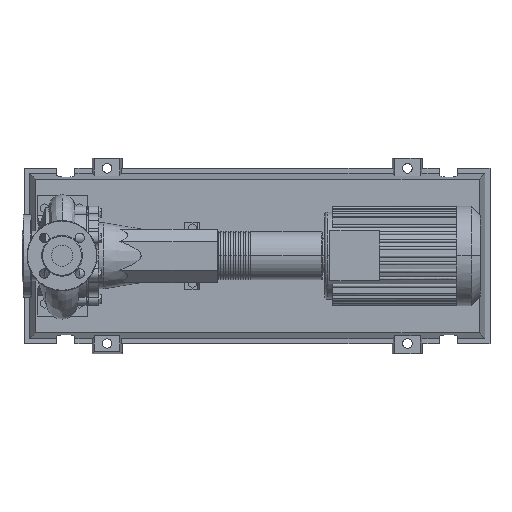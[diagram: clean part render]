
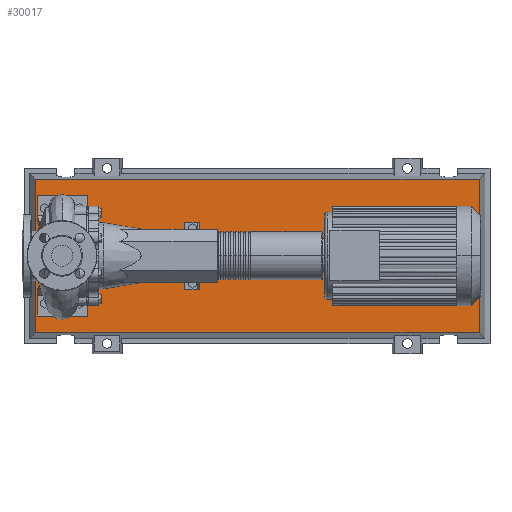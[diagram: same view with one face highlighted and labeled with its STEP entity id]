
A CAD part, top view. The second image highlights one B-rep face of the part: STEP entity #30017.
In plain terms, the highlighted planar face has unit normal (0, 0, 1).
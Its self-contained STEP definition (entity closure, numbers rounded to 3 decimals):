
#29698=CARTESIAN_POINT('',(833.292,-153.292,83.0));
#29699=VERTEX_POINT('',#29698);
#29706=CARTESIAN_POINT('',(-53.292,-153.292,83.0));
#29707=VERTEX_POINT('',#29706);
#29708=CARTESIAN_POINT('',(833.292,-153.292,83.0));
#29709=DIRECTION('',(-1.0,0.0,0.0));
#29710=VECTOR('',#29709,886.584);
#29711=LINE('',#29708,#29710);
#29712=EDGE_CURVE('',#29699,#29707,#29711,.T.);
#29930=CARTESIAN_POINT('',(833.292,153.292,83.0));
#29931=VERTEX_POINT('',#29930);
#29932=CARTESIAN_POINT('',(833.292,153.292,83.0));
#29933=DIRECTION('',(0.0,-1.0,0.0));
#29934=VECTOR('',#29933,306.584);
#29935=LINE('',#29932,#29934);
#29936=EDGE_CURVE('',#29931,#29699,#29935,.T.);
#29954=CARTESIAN_POINT('',(-53.292,153.292,83.0));
#29955=VERTEX_POINT('',#29954);
#29956=CARTESIAN_POINT('',(-53.292,-153.292,83.0));
#29957=DIRECTION('',(0.0,1.0,0.0));
#29958=VECTOR('',#29957,306.584);
#29959=LINE('',#29956,#29958);
#29960=EDGE_CURVE('',#29707,#29955,#29959,.T.);
#29993=CARTESIAN_POINT('',(-53.292,153.292,83.0));
#29994=DIRECTION('',(1.0,0.0,0.0));
#29995=VECTOR('',#29994,886.584);
#29996=LINE('',#29993,#29995);
#29997=EDGE_CURVE('',#29955,#29931,#29996,.T.);
#30006=CARTESIAN_POINT('',(390.,0.,83.0));
#30007=DIRECTION('',(0.0,0.0,1.0));
#30008=DIRECTION('',(1.0,0.0,0.0));
#30009=AXIS2_PLACEMENT_3D('',#30006,#30007,#30008);
#30010=PLANE('',#30009);
#30011=ORIENTED_EDGE('',*,*,#29936,.F.);
#30012=ORIENTED_EDGE('',*,*,#29997,.F.);
#30013=ORIENTED_EDGE('',*,*,#29960,.F.);
#30014=ORIENTED_EDGE('',*,*,#29712,.F.);
#30015=EDGE_LOOP('',(#30011,#30012,#30013,#30014));
#30016=FACE_OUTER_BOUND('',#30015,.T.);
#30017=ADVANCED_FACE('',(#30016),#30010,.T.);
